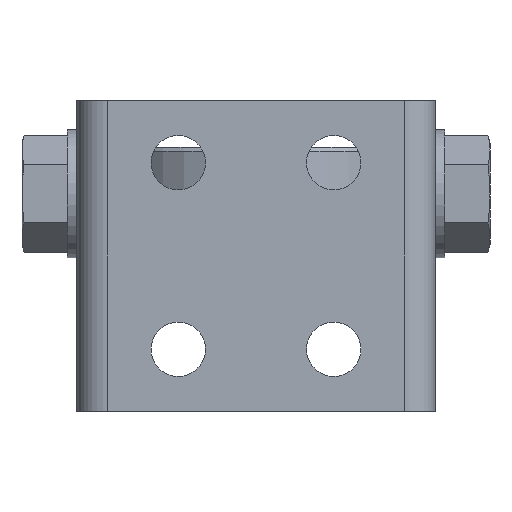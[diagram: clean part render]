
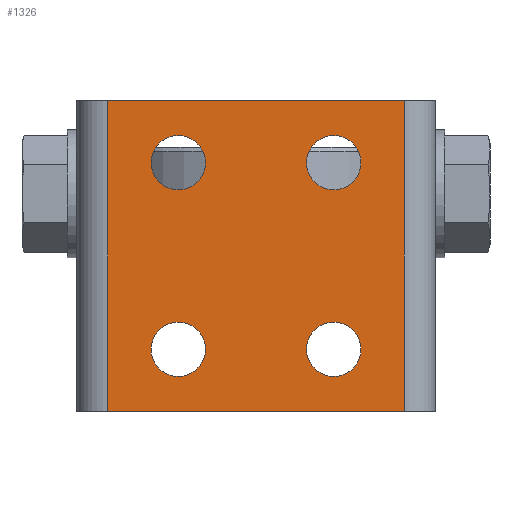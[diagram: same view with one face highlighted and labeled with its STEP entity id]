
A CAD part, front view. The second image highlights one B-rep face of the part: STEP entity #1326.
In plain terms, the highlighted planar face has unit normal (0, -1, 0).
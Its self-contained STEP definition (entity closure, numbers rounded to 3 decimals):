
#121=LINE('',#2022,#185);
#122=LINE('',#2034,#186);
#123=LINE('',#2036,#187);
#124=LINE('',#2038,#188);
#185=VECTOR('',#1636,1000.);
#186=VECTOR('',#1649,1000.);
#187=VECTOR('',#1650,1000.);
#188=VECTOR('',#1651,1000.);
#247=PLANE('',#1461);
#301=ORIENTED_EDGE('',*,*,#667,.F.);
#302=ORIENTED_EDGE('',*,*,#668,.F.);
#303=ORIENTED_EDGE('',*,*,#669,.F.);
#304=ORIENTED_EDGE('',*,*,#670,.F.);
#305=ORIENTED_EDGE('',*,*,#671,.T.);
#306=ORIENTED_EDGE('',*,*,#672,.F.);
#307=ORIENTED_EDGE('',*,*,#673,.F.);
#308=ORIENTED_EDGE('',*,*,#665,.T.);
#665=EDGE_CURVE('',#849,#848,#121,.T.);
#667=EDGE_CURVE('',#850,#850,#975,.F.);
#668=EDGE_CURVE('',#851,#851,#976,.F.);
#669=EDGE_CURVE('',#852,#852,#977,.F.);
#670=EDGE_CURVE('',#853,#853,#978,.F.);
#671=EDGE_CURVE('',#848,#854,#122,.T.);
#672=EDGE_CURVE('',#855,#854,#123,.T.);
#673=EDGE_CURVE('',#849,#855,#124,.T.);
#848=VERTEX_POINT('',#2021);
#849=VERTEX_POINT('',#2023);
#850=VERTEX_POINT('',#2027);
#851=VERTEX_POINT('',#2029);
#852=VERTEX_POINT('',#2031);
#853=VERTEX_POINT('',#2033);
#854=VERTEX_POINT('',#2035);
#855=VERTEX_POINT('',#2037);
#975=CIRCLE('',#1462,3.5);
#976=CIRCLE('',#1463,3.5);
#977=CIRCLE('',#1464,3.5);
#978=CIRCLE('',#1465,3.5);
#1041=EDGE_LOOP('',(#301));
#1042=EDGE_LOOP('',(#302));
#1043=EDGE_LOOP('',(#303));
#1044=EDGE_LOOP('',(#304));
#1045=EDGE_LOOP('',(#305,#306,#307,#308));
#1175=FACE_BOUND('',#1041,.T.);
#1176=FACE_BOUND('',#1042,.T.);
#1177=FACE_BOUND('',#1043,.T.);
#1178=FACE_BOUND('',#1044,.T.);
#1179=FACE_BOUND('',#1045,.T.);
#1326=ADVANCED_FACE('',(#1175,#1176,#1177,#1178,#1179),#247,.F.);
#1461=AXIS2_PLACEMENT_3D('',#2025,#1639,#1640);
#1462=AXIS2_PLACEMENT_3D('',#2026,#1641,#1642);
#1463=AXIS2_PLACEMENT_3D('',#2028,#1643,#1644);
#1464=AXIS2_PLACEMENT_3D('',#2030,#1645,#1646);
#1465=AXIS2_PLACEMENT_3D('',#2032,#1647,#1648);
#1636=DIRECTION('',(0.,0.,-1.));
#1639=DIRECTION('',(0.,1.,0.));
#1640=DIRECTION('',(0.,0.,1.));
#1641=DIRECTION('',(0.,1.,0.));
#1642=DIRECTION('',(0.,0.,1.));
#1643=DIRECTION('',(0.,1.,0.));
#1644=DIRECTION('',(0.,0.,1.));
#1645=DIRECTION('',(0.,1.,0.));
#1646=DIRECTION('',(0.,0.,1.));
#1647=DIRECTION('',(0.,1.,0.));
#1648=DIRECTION('',(0.,0.,1.));
#1649=DIRECTION('',(1.,0.,0.));
#1650=DIRECTION('',(0.,0.,-1.));
#1651=DIRECTION('',(1.,0.,0.));
#2021=CARTESIAN_POINT('',(-19.05,0.,0.));
#2022=CARTESIAN_POINT('',(-19.05,0.,40.));
#2023=CARTESIAN_POINT('',(-19.05,0.,40.));
#2025=CARTESIAN_POINT('',(-19.05,0.,40.));
#2026=CARTESIAN_POINT('',(-10.,0.,8.));
#2027=CARTESIAN_POINT('',(-10.,0.,11.5));
#2028=CARTESIAN_POINT('',(10.,0.,32.));
#2029=CARTESIAN_POINT('',(10.,0.,35.5));
#2030=CARTESIAN_POINT('',(-10.,0.,32.));
#2031=CARTESIAN_POINT('',(-10.,0.,35.5));
#2032=CARTESIAN_POINT('',(10.,0.,8.));
#2033=CARTESIAN_POINT('',(10.,0.,11.5));
#2034=CARTESIAN_POINT('',(-19.05,0.,0.));
#2035=CARTESIAN_POINT('',(19.05,0.,0.));
#2036=CARTESIAN_POINT('',(19.05,0.,40.));
#2037=CARTESIAN_POINT('',(19.05,0.,40.));
#2038=CARTESIAN_POINT('',(-19.05,0.,40.));
